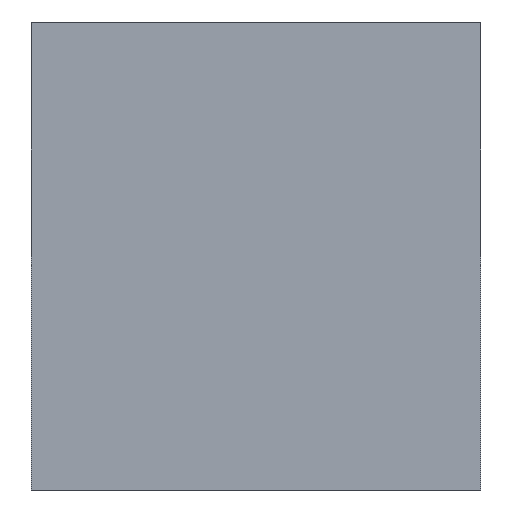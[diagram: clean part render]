
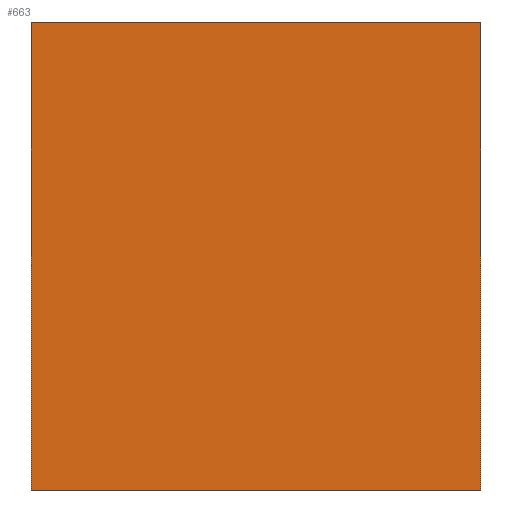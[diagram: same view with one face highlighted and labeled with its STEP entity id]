
A CAD part, left-side view. The second image highlights one B-rep face of the part: STEP entity #663.
In plain terms, the highlighted planar face has unit normal (-1, 0, 0).
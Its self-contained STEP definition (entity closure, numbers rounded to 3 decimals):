
#12 = VERTEX_POINT ( 'NONE', #14 ) ;
#14 = CARTESIAN_POINT ( 'NONE',  ( -35., 24., 25. ) ) ;
#15 = CARTESIAN_POINT ( 'NONE',  ( -35., -24., 25. ) ) ;
#18 = VERTEX_POINT ( 'NONE', #24 ) ;
#19 = VERTEX_POINT ( 'NONE', #15 ) ;
#22 = VERTEX_POINT ( 'NONE', #26 ) ;
#24 = CARTESIAN_POINT ( 'NONE',  ( -35., -24., -25. ) ) ;
#26 = CARTESIAN_POINT ( 'NONE',  ( -35., 24., -25. ) ) ;
#49 = CARTESIAN_POINT ( 'NONE',  ( -35., 24., 25. ) ) ;
#50 = DIRECTION ( 'NONE',  ( 0., -1., 0. ) ) ;
#67 = CARTESIAN_POINT ( 'NONE',  ( -35., 24., -25. ) ) ;
#68 = DIRECTION ( 'NONE',  ( 0., -1., 0. ) ) ;
#74 = CARTESIAN_POINT ( 'NONE',  ( -35., -24., 25. ) ) ;
#75 = DIRECTION ( 'NONE',  ( 0., 0., -1. ) ) ;
#77 = CARTESIAN_POINT ( 'NONE',  ( -35., 24., 25. ) ) ;
#78 = DIRECTION ( 'NONE',  ( 0., 0., -1. ) ) ;
#165 = EDGE_CURVE ( 'NONE', #12, #19, #502, .T. ) ;
#172 = EDGE_CURVE ( 'NONE', #22, #18, #518, .T. ) ;
#175 = EDGE_CURVE ( 'NONE', #19, #18, #519, .T. ) ;
#176 = EDGE_CURVE ( 'NONE', #12, #22, #521, .T. ) ;
#310 = EDGE_LOOP ( 'NONE', ( #375, #368, #369, #370 ) ) ;
#368 = ORIENTED_EDGE ( 'NONE', *, *, #175, .F. ) ;
#369 = ORIENTED_EDGE ( 'NONE', *, *, #165, .F. ) ;
#370 = ORIENTED_EDGE ( 'NONE', *, *, #176, .T. ) ;
#375 = ORIENTED_EDGE ( 'NONE', *, *, #172, .T. ) ;
#502 = LINE ( 'NONE', #49, #507 ) ;
#507 = VECTOR ( 'NONE', #50, 1000. ) ;
#512 = VECTOR ( 'NONE', #68, 1000. ) ;
#518 = LINE ( 'NONE', #67, #512 ) ;
#519 = LINE ( 'NONE', #74, #524 ) ;
#521 = LINE ( 'NONE', #77, #527 ) ;
#524 = VECTOR ( 'NONE', #75, 1000. ) ;
#527 = VECTOR ( 'NONE', #78, 1000. ) ;
#633 = FACE_OUTER_BOUND ( 'NONE', #310, .T. ) ;
#663 = ADVANCED_FACE ( 'NONE', ( #633 ), #906, .F. ) ;
#752 = AXIS2_PLACEMENT_3D ( 'NONE', #896, #917, #918 ) ;
#896 = CARTESIAN_POINT ( 'NONE',  ( -35., 24., 25. ) ) ;
#906 = PLANE ( 'NONE',  #752 ) ;
#917 = DIRECTION ( 'NONE',  ( 1., 0., 0. ) ) ;
#918 = DIRECTION ( 'NONE',  ( 0., 0., -1. ) ) ;
